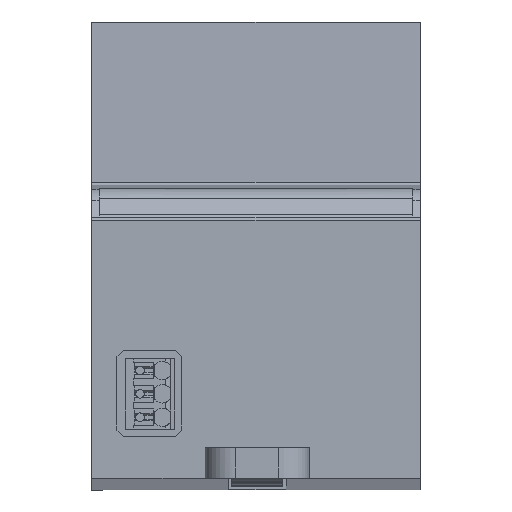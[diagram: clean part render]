
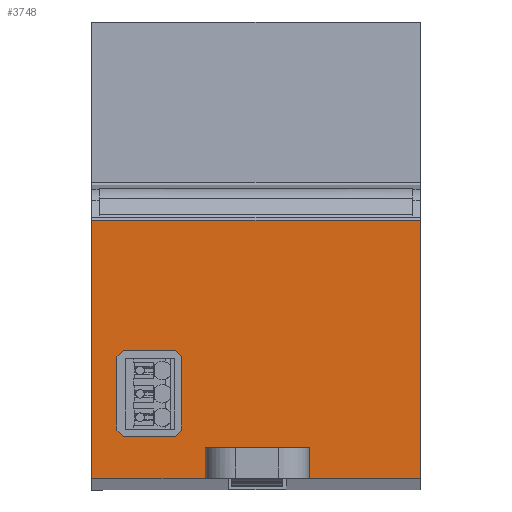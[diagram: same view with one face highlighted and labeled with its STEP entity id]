
A CAD part, front view. The second image highlights one B-rep face of the part: STEP entity #3748.
In plain terms, the highlighted planar face has unit normal (0, -1, 0).
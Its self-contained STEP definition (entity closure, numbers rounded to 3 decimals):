
#3593=AXIS2_PLACEMENT_3D('Plane Axis2P3D',#3590,#3591,#3592) ;
#1731=CARTESIAN_POINT('Vertex',(0.,15.2,1.924)) ;
#1734=CARTESIAN_POINT('Line Origine',(0.,15.2,22.977)) ;
#1738=CARTESIAN_POINT('Vertex',(0.,15.2,44.031)) ;
#1861=CARTESIAN_POINT('Vertex',(53.7,15.2,44.031)) ;
#1864=CARTESIAN_POINT('Line Origine',(53.7,15.2,22.977)) ;
#1868=CARTESIAN_POINT('Vertex',(53.7,15.2,1.924)) ;
#3122=CARTESIAN_POINT('Vertex',(31.227,15.2,6.925)) ;
#3136=CARTESIAN_POINT('Vertex',(22.827,15.2,6.925)) ;
#3139=CARTESIAN_POINT('Line Origine',(21.499,15.2,6.925)) ;
#3143=CARTESIAN_POINT('Vertex',(20.171,15.2,6.925)) ;
#3398=CARTESIAN_POINT('Vertex',(33.974,15.2,6.925)) ;
#3401=CARTESIAN_POINT('Line Origine',(32.6,15.2,6.925)) ;
#3574=CARTESIAN_POINT('Vertex',(22.341,15.2,1.924)) ;
#3577=CARTESIAN_POINT('Line Origine',(11.17,15.2,1.924)) ;
#3590=CARTESIAN_POINT('Axis2P3D Location',(0.,15.2,44.031)) ;
#3595=CARTESIAN_POINT('Line Origine',(32.889,15.2,4.01)) ;
#3599=CARTESIAN_POINT('Vertex',(31.804,15.2,4.01)) ;
#3601=CARTESIAN_POINT('Vertex',(33.974,15.2,4.01)) ;
#3604=CARTESIAN_POINT('Line Origine',(31.804,15.2,2.967)) ;
#3608=CARTESIAN_POINT('Vertex',(31.804,15.2,1.924)) ;
#3611=CARTESIAN_POINT('Line Origine',(42.752,15.2,1.924)) ;
#3616=CARTESIAN_POINT('Line Origine',(26.85,15.2,44.031)) ;
#3621=CARTESIAN_POINT('Line Origine',(22.341,15.2,2.967)) ;
#3625=CARTESIAN_POINT('Vertex',(22.341,15.2,4.01)) ;
#3628=CARTESIAN_POINT('Line Origine',(21.256,15.2,4.01)) ;
#3632=CARTESIAN_POINT('Vertex',(20.171,15.2,4.01)) ;
#3635=CARTESIAN_POINT('Line Origine',(20.171,15.2,5.367)) ;
#3639=CARTESIAN_POINT('Vertex',(20.171,15.2,6.725)) ;
#3642=CARTESIAN_POINT('Line Origine',(20.171,15.2,6.825)) ;
#3647=CARTESIAN_POINT('Line Origine',(27.027,15.2,6.925)) ;
#3652=CARTESIAN_POINT('Line Origine',(33.974,15.2,6.825)) ;
#3656=CARTESIAN_POINT('Vertex',(33.974,15.2,6.725)) ;
#3659=CARTESIAN_POINT('Line Origine',(33.974,15.2,5.367)) ;
#3682=CARTESIAN_POINT('Line Origine',(14.65,15.2,15.794)) ;
#3686=CARTESIAN_POINT('Vertex',(14.65,15.2,9.794)) ;
#3688=CARTESIAN_POINT('Vertex',(14.65,15.2,21.794)) ;
#3691=CARTESIAN_POINT('Line Origine',(14.15,15.2,9.294)) ;
#3695=CARTESIAN_POINT('Vertex',(13.65,15.2,8.794)) ;
#3698=CARTESIAN_POINT('Line Origine',(9.4,15.2,8.794)) ;
#3702=CARTESIAN_POINT('Vertex',(5.15,15.2,8.794)) ;
#3705=CARTESIAN_POINT('Line Origine',(4.65,15.2,9.294)) ;
#3709=CARTESIAN_POINT('Vertex',(4.15,15.2,9.794)) ;
#3712=CARTESIAN_POINT('Line Origine',(4.15,15.2,15.794)) ;
#3716=CARTESIAN_POINT('Vertex',(4.15,15.2,21.794)) ;
#3719=CARTESIAN_POINT('Line Origine',(4.65,15.2,22.294)) ;
#3723=CARTESIAN_POINT('Vertex',(5.15,15.2,22.794)) ;
#3726=CARTESIAN_POINT('Line Origine',(9.4,15.2,22.794)) ;
#3730=CARTESIAN_POINT('Vertex',(13.65,15.2,22.794)) ;
#3733=CARTESIAN_POINT('Line Origine',(14.15,15.2,22.294)) ;
#1735=DIRECTION('Vector Direction',(0.,0.,-1.)) ;
#1865=DIRECTION('Vector Direction',(0.,0.,-1.)) ;
#3140=DIRECTION('Vector Direction',(-1.,0.,0.)) ;
#3402=DIRECTION('Vector Direction',(-1.,0.,0.)) ;
#3578=DIRECTION('Vector Direction',(1.,0.,0.)) ;
#3591=DIRECTION('Axis2P3D Direction',(0.,-1.,0.)) ;
#3592=DIRECTION('Axis2P3D XDirection',(0.,0.,-1.)) ;
#3596=DIRECTION('Vector Direction',(1.,0.,0.)) ;
#3605=DIRECTION('Vector Direction',(0.,0.,1.)) ;
#3612=DIRECTION('Vector Direction',(1.,0.,0.)) ;
#3617=DIRECTION('Vector Direction',(1.,0.,0.)) ;
#3622=DIRECTION('Vector Direction',(0.,0.,1.)) ;
#3629=DIRECTION('Vector Direction',(-1.,0.,0.)) ;
#3636=DIRECTION('Vector Direction',(0.,0.,1.)) ;
#3643=DIRECTION('Vector Direction',(0.,0.,1.)) ;
#3648=DIRECTION('Vector Direction',(-1.,0.,0.)) ;
#3653=DIRECTION('Vector Direction',(0.,0.,-1.)) ;
#3660=DIRECTION('Vector Direction',(0.,0.,-1.)) ;
#3683=DIRECTION('Vector Direction',(0.,0.,1.)) ;
#3692=DIRECTION('Vector Direction',(-0.707,0.,-0.707)) ;
#3699=DIRECTION('Vector Direction',(1.,0.,0.)) ;
#3706=DIRECTION('Vector Direction',(-0.707,0.,0.707)) ;
#3713=DIRECTION('Vector Direction',(0.,0.,-1.)) ;
#3720=DIRECTION('Vector Direction',(0.707,0.,0.707)) ;
#3727=DIRECTION('Vector Direction',(-1.,0.,0.)) ;
#3734=DIRECTION('Vector Direction',(0.707,0.,-0.707)) ;
#1736=VECTOR('Line Direction',#1735,1.) ;
#1866=VECTOR('Line Direction',#1865,1.) ;
#3141=VECTOR('Line Direction',#3140,1.) ;
#3403=VECTOR('Line Direction',#3402,1.) ;
#3579=VECTOR('Line Direction',#3578,1.) ;
#3597=VECTOR('Line Direction',#3596,1.) ;
#3606=VECTOR('Line Direction',#3605,1.) ;
#3613=VECTOR('Line Direction',#3612,1.) ;
#3618=VECTOR('Line Direction',#3617,1.) ;
#3623=VECTOR('Line Direction',#3622,1.) ;
#3630=VECTOR('Line Direction',#3629,1.) ;
#3637=VECTOR('Line Direction',#3636,1.) ;
#3644=VECTOR('Line Direction',#3643,1.) ;
#3649=VECTOR('Line Direction',#3648,1.) ;
#3654=VECTOR('Line Direction',#3653,1.) ;
#3661=VECTOR('Line Direction',#3660,1.) ;
#3684=VECTOR('Line Direction',#3683,1.) ;
#3693=VECTOR('Line Direction',#3692,1.) ;
#3700=VECTOR('Line Direction',#3699,1.) ;
#3707=VECTOR('Line Direction',#3706,1.) ;
#3714=VECTOR('Line Direction',#3713,1.) ;
#3721=VECTOR('Line Direction',#3720,1.) ;
#3728=VECTOR('Line Direction',#3727,1.) ;
#3735=VECTOR('Line Direction',#3734,1.) ;
#3665=ORIENTED_EDGE('',*,*,#3603,.F.) ;
#3666=ORIENTED_EDGE('',*,*,#3610,.F.) ;
#3667=ORIENTED_EDGE('',*,*,#3615,.T.) ;
#3668=ORIENTED_EDGE('',*,*,#1870,.F.) ;
#3669=ORIENTED_EDGE('',*,*,#3620,.F.) ;
#3670=ORIENTED_EDGE('',*,*,#1740,.F.) ;
#3671=ORIENTED_EDGE('',*,*,#3581,.T.) ;
#3672=ORIENTED_EDGE('',*,*,#3627,.F.) ;
#3673=ORIENTED_EDGE('',*,*,#3634,.T.) ;
#3674=ORIENTED_EDGE('',*,*,#3641,.F.) ;
#3675=ORIENTED_EDGE('',*,*,#3646,.F.) ;
#3676=ORIENTED_EDGE('',*,*,#3145,.F.) ;
#3677=ORIENTED_EDGE('',*,*,#3651,.F.) ;
#3678=ORIENTED_EDGE('',*,*,#3405,.F.) ;
#3679=ORIENTED_EDGE('',*,*,#3658,.T.) ;
#3680=ORIENTED_EDGE('',*,*,#3663,.T.) ;
#3739=ORIENTED_EDGE('',*,*,#3690,.F.) ;
#3740=ORIENTED_EDGE('',*,*,#3697,.T.) ;
#3741=ORIENTED_EDGE('',*,*,#3704,.F.) ;
#3742=ORIENTED_EDGE('',*,*,#3711,.T.) ;
#3743=ORIENTED_EDGE('',*,*,#3718,.F.) ;
#3744=ORIENTED_EDGE('',*,*,#3725,.T.) ;
#3745=ORIENTED_EDGE('',*,*,#3732,.F.) ;
#3746=ORIENTED_EDGE('',*,*,#3737,.T.) ;
#3747=FACE_BOUND('',#3738,.T.) ;
#3748=ADVANCED_FACE('VPU',(#3681,#3747),#3594,.T.) ;
#1740=EDGE_CURVE('',#1732,#1739,#1737,.F.) ;
#1870=EDGE_CURVE('',#1862,#1869,#1867,.T.) ;
#3145=EDGE_CURVE('',#3137,#3144,#3142,.T.) ;
#3405=EDGE_CURVE('',#3399,#3123,#3404,.T.) ;
#3581=EDGE_CURVE('',#1732,#3575,#3580,.T.) ;
#3603=EDGE_CURVE('',#3600,#3602,#3598,.T.) ;
#3610=EDGE_CURVE('',#3609,#3600,#3607,.T.) ;
#3615=EDGE_CURVE('',#3609,#1869,#3614,.T.) ;
#3620=EDGE_CURVE('',#1739,#1862,#3619,.T.) ;
#3627=EDGE_CURVE('',#3626,#3575,#3624,.F.) ;
#3634=EDGE_CURVE('',#3626,#3633,#3631,.T.) ;
#3641=EDGE_CURVE('',#3640,#3633,#3638,.F.) ;
#3646=EDGE_CURVE('',#3144,#3640,#3645,.F.) ;
#3651=EDGE_CURVE('',#3123,#3137,#3650,.T.) ;
#3658=EDGE_CURVE('',#3399,#3657,#3655,.T.) ;
#3663=EDGE_CURVE('',#3657,#3602,#3662,.T.) ;
#3690=EDGE_CURVE('',#3687,#3689,#3685,.T.) ;
#3697=EDGE_CURVE('',#3687,#3696,#3694,.T.) ;
#3704=EDGE_CURVE('',#3703,#3696,#3701,.T.) ;
#3711=EDGE_CURVE('',#3703,#3710,#3708,.T.) ;
#3718=EDGE_CURVE('',#3717,#3710,#3715,.T.) ;
#3725=EDGE_CURVE('',#3717,#3724,#3722,.T.) ;
#3732=EDGE_CURVE('',#3731,#3724,#3729,.T.) ;
#3737=EDGE_CURVE('',#3731,#3689,#3736,.T.) ;
#3664=EDGE_LOOP('',(#3665,#3666,#3667,#3668,#3669,#3670,#3671,#3672,#3673,#3674,#3675,#3676,#3677,#3678,#3679,#3680)) ;
#3738=EDGE_LOOP('',(#3739,#3740,#3741,#3742,#3743,#3744,#3745,#3746)) ;
#3681=FACE_OUTER_BOUND('',#3664,.T.) ;
#1737=LINE('Line',#1734,#1736) ;
#1867=LINE('Line',#1864,#1866) ;
#3142=LINE('Line',#3139,#3141) ;
#3404=LINE('Line',#3401,#3403) ;
#3580=LINE('Line',#3577,#3579) ;
#3598=LINE('Line',#3595,#3597) ;
#3607=LINE('Line',#3604,#3606) ;
#3614=LINE('Line',#3611,#3613) ;
#3619=LINE('Line',#3616,#3618) ;
#3624=LINE('Line',#3621,#3623) ;
#3631=LINE('Line',#3628,#3630) ;
#3638=LINE('Line',#3635,#3637) ;
#3645=LINE('Line',#3642,#3644) ;
#3650=LINE('Line',#3647,#3649) ;
#3655=LINE('Line',#3652,#3654) ;
#3662=LINE('Line',#3659,#3661) ;
#3685=LINE('Line',#3682,#3684) ;
#3694=LINE('Line',#3691,#3693) ;
#3701=LINE('Line',#3698,#3700) ;
#3708=LINE('Line',#3705,#3707) ;
#3715=LINE('Line',#3712,#3714) ;
#3722=LINE('Line',#3719,#3721) ;
#3729=LINE('Line',#3726,#3728) ;
#3736=LINE('Line',#3733,#3735) ;
#3594=PLANE('',#3593) ;
#1732=VERTEX_POINT('',#1731) ;
#1739=VERTEX_POINT('',#1738) ;
#1862=VERTEX_POINT('',#1861) ;
#1869=VERTEX_POINT('',#1868) ;
#3123=VERTEX_POINT('',#3122) ;
#3137=VERTEX_POINT('',#3136) ;
#3144=VERTEX_POINT('',#3143) ;
#3399=VERTEX_POINT('',#3398) ;
#3575=VERTEX_POINT('',#3574) ;
#3600=VERTEX_POINT('',#3599) ;
#3602=VERTEX_POINT('',#3601) ;
#3609=VERTEX_POINT('',#3608) ;
#3626=VERTEX_POINT('',#3625) ;
#3633=VERTEX_POINT('',#3632) ;
#3640=VERTEX_POINT('',#3639) ;
#3657=VERTEX_POINT('',#3656) ;
#3687=VERTEX_POINT('',#3686) ;
#3689=VERTEX_POINT('',#3688) ;
#3696=VERTEX_POINT('',#3695) ;
#3703=VERTEX_POINT('',#3702) ;
#3710=VERTEX_POINT('',#3709) ;
#3717=VERTEX_POINT('',#3716) ;
#3724=VERTEX_POINT('',#3723) ;
#3731=VERTEX_POINT('',#3730) ;
